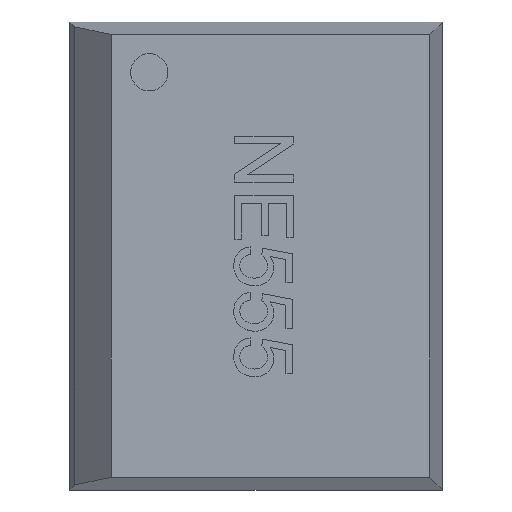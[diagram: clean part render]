
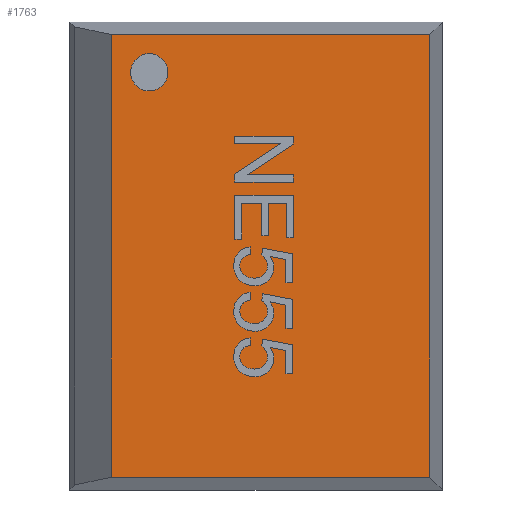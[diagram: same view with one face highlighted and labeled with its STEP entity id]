
A CAD part, top view. The second image highlights one B-rep face of the part: STEP entity #1763.
In plain terms, the highlighted planar face has unit normal (0, 0, 1).
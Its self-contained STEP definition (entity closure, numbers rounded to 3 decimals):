
#1080 = VERTEX_POINT('',#1081);
#1081 = CARTESIAN_POINT('',(59.231,-2.169,24.45));
#1097 = VERTEX_POINT('',#1098);
#1098 = CARTESIAN_POINT('',(4.951,-2.169,24.45));
#1104 = EDGE_CURVE('',#1080,#1097,#1105,.T.);
#1105 = LINE('',#1106,#1107);
#1106 = CARTESIAN_POINT('',(160.113,-2.169,24.45));
#1107 = VECTOR('',#1108,1.);
#1108 = DIRECTION('',(-1.,0.,0.));
#1149 = VERTEX_POINT('',#1150);
#1150 = CARTESIAN_POINT('',(59.231,-77.701,24.45));
#1156 = EDGE_CURVE('',#1080,#1149,#1157,.T.);
#1157 = LINE('',#1158,#1159);
#1158 = CARTESIAN_POINT('',(59.231,0.,24.45));
#1159 = VECTOR('',#1160,1.);
#1160 = DIRECTION('',(0.,-1.,0.));
#1743 = EDGE_CURVE('',#1149,#1744,#1746,.T.);
#1744 = VERTEX_POINT('',#1745);
#1745 = CARTESIAN_POINT('',(4.951,-77.701,24.45));
#1746 = LINE('',#1747,#1748);
#1747 = CARTESIAN_POINT('',(160.113,-77.701,24.45));
#1748 = VECTOR('',#1749,1.);
#1749 = DIRECTION('',(-1.,0.,0.));
#1763 = ADVANCED_FACE('',(#1764,#1775),#1786,.F.);
#1764 = FACE_BOUND('',#1765,.F.);
#1765 = EDGE_LOOP('',(#1766,#1767,#1768,#1769));
#1766 = ORIENTED_EDGE('',*,*,#1104,.F.);
#1767 = ORIENTED_EDGE('',*,*,#1156,.T.);
#1768 = ORIENTED_EDGE('',*,*,#1743,.T.);
#1769 = ORIENTED_EDGE('',*,*,#1770,.F.);
#1770 = EDGE_CURVE('',#1097,#1744,#1771,.T.);
#1771 = LINE('',#1772,#1773);
#1772 = CARTESIAN_POINT('',(4.951,0.,24.45));
#1773 = VECTOR('',#1774,1.);
#1774 = DIRECTION('',(0.,-1.,0.));
#1775 = FACE_BOUND('',#1776,.F.);
#1776 = EDGE_LOOP('',(#1777));
#1777 = ORIENTED_EDGE('',*,*,#1778,.F.);
#1778 = EDGE_CURVE('',#1779,#1779,#1781,.T.);
#1779 = VERTEX_POINT('',#1780);
#1780 = CARTESIAN_POINT('',(14.571,-8.609,24.45));
#1781 = CIRCLE('',#1782,3.18);
#1782 = AXIS2_PLACEMENT_3D('',#1783,#1784,#1785);
#1783 = CARTESIAN_POINT('',(11.391,-8.609,24.45));
#1784 = DIRECTION('',(0.,0.,-1.));
#1785 = DIRECTION('',(1.,0.,0.));
#1786 = PLANE('',#1787);
#1787 = AXIS2_PLACEMENT_3D('',#1788,#1789,#1790);
#1788 = CARTESIAN_POINT('',(59.231,0.,24.45));
#1789 = DIRECTION('',(0.,0.,-1.));
#1790 = DIRECTION('',(-1.,0.,0.));
